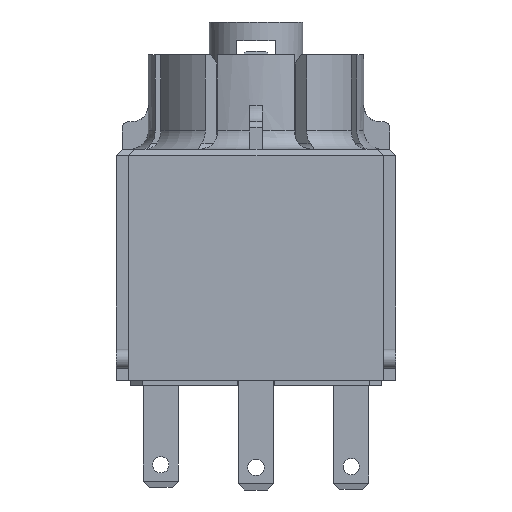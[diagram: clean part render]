
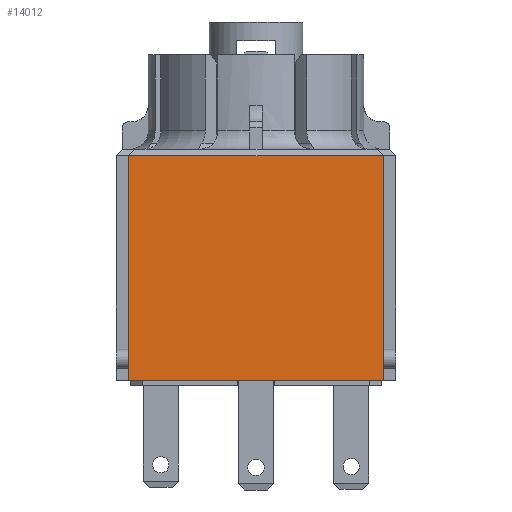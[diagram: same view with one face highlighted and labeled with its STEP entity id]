
A CAD part, front view. The second image highlights one B-rep face of the part: STEP entity #14012.
In plain terms, the highlighted planar face has unit normal (0, -1, 0).
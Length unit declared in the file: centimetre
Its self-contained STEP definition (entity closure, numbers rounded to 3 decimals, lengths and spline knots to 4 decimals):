
#1140=FACE_OUTER_BOUND('',#1931,.T.);
#1931=EDGE_LOOP('',(#9486,#9487,#9488,#9489,#9490,#9491));
#2927=LINE('',#18833,#4381);
#2928=LINE('',#18835,#4382);
#2929=LINE('',#18837,#4383);
#2930=LINE('',#18839,#4384);
#2931=LINE('',#18841,#4385);
#2932=LINE('',#18842,#4386);
#4381=VECTOR('',#15801,2.02);
#4382=VECTOR('',#15802,0.169);
#4383=VECTOR('',#15803,1.611);
#4384=VECTOR('',#15804,2.02);
#4385=VECTOR('',#15805,1.611);
#4386=VECTOR('',#15806,0.169);
#5820=VERTEX_POINT('',#18831);
#5821=VERTEX_POINT('',#18832);
#5822=VERTEX_POINT('',#18834);
#5823=VERTEX_POINT('',#18836);
#5824=VERTEX_POINT('',#18838);
#5825=VERTEX_POINT('',#18840);
#7275=EDGE_CURVE('',#5820,#5821,#2927,.T.);
#7276=EDGE_CURVE('',#5821,#5822,#2928,.T.);
#7277=EDGE_CURVE('',#5822,#5823,#2929,.T.);
#7278=EDGE_CURVE('',#5824,#5823,#2930,.T.);
#7279=EDGE_CURVE('',#5825,#5824,#2931,.T.);
#7280=EDGE_CURVE('',#5820,#5825,#2932,.T.);
#9486=ORIENTED_EDGE('',*,*,#7275,.T.);
#9487=ORIENTED_EDGE('',*,*,#7276,.T.);
#9488=ORIENTED_EDGE('',*,*,#7277,.T.);
#9489=ORIENTED_EDGE('',*,*,#7278,.F.);
#9490=ORIENTED_EDGE('',*,*,#7279,.F.);
#9491=ORIENTED_EDGE('',*,*,#7280,.F.);
#13545=PLANE('',#14812);
#14012=ADVANCED_FACE('',(#1140),#13545,.T.);
#14812=AXIS2_PLACEMENT_3D('',#18830,#15799,#15800);
#15799=DIRECTION('center_axis',(0.,-1.,0.));
#15800=DIRECTION('ref_axis',(0.,0.,-1.));
#15801=DIRECTION('',(1.,0.,0.));
#15802=DIRECTION('',(0.,0.,1.));
#15803=DIRECTION('',(0.,0.,1.));
#15804=DIRECTION('',(1.,0.,0.));
#15805=DIRECTION('',(0.,0.,1.));
#15806=DIRECTION('',(0.,0.,1.));
#18830=CARTESIAN_POINT('Origin',(-0.5459,0.1617,-0.5263));
#18831=CARTESIAN_POINT('',(-1.5559,0.1617,-0.5263));
#18832=CARTESIAN_POINT('',(0.4641,0.1617,-0.5263));
#18833=CARTESIAN_POINT('',(-1.5559,0.1617,-0.5263));
#18834=CARTESIAN_POINT('',(0.4641,0.1617,-0.3573));
#18835=CARTESIAN_POINT('',(0.4641,0.1617,-0.5263));
#18836=CARTESIAN_POINT('',(0.4641,0.1617,1.2537));
#18837=CARTESIAN_POINT('',(0.4641,0.1617,-0.5263));
#18838=CARTESIAN_POINT('',(-1.5559,0.1617,1.2537));
#18839=CARTESIAN_POINT('',(-0.5459,0.1617,1.2537));
#18840=CARTESIAN_POINT('',(-1.5559,0.1617,-0.3573));
#18841=CARTESIAN_POINT('',(-1.5559,0.1617,-0.5263));
#18842=CARTESIAN_POINT('',(-1.5559,0.1617,-0.5263));
